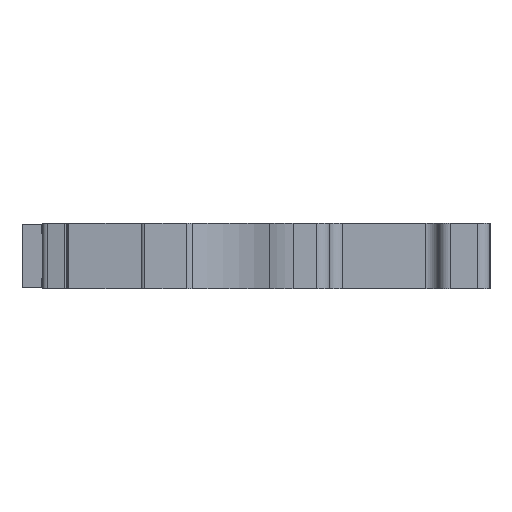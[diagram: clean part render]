
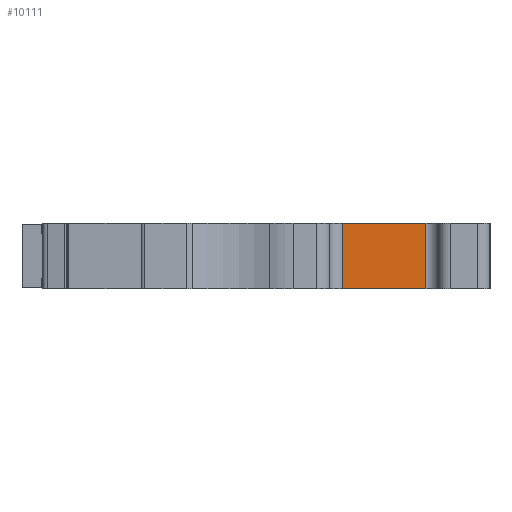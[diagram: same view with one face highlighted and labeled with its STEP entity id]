
A CAD part, left-side view. The second image highlights one B-rep face of the part: STEP entity #10111.
In plain terms, the highlighted planar face has unit normal (-1, 0, 0).
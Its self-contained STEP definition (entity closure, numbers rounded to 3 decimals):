
#613 = EDGE_CURVE ( 'NONE', #12343, #11732, #13060, .T. ) ;
#1042 = CARTESIAN_POINT ( 'NONE',  ( -78.94, 6.734, 36.357 ) ) ;
#1350 = EDGE_LOOP ( 'NONE', ( #3431, #3854, #12052, #17499 ) ) ;
#1826 = AXIS2_PLACEMENT_3D ( 'NONE', #15076, #15411, #12690 ) ;
#3261 = CARTESIAN_POINT ( 'NONE',  ( -78.94, 6.734, 36.357 ) ) ;
#3431 = ORIENTED_EDGE ( 'NONE', *, *, #5152, .F. ) ;
#3816 = DIRECTION ( 'NONE',  ( 0., 1., 0. ) ) ;
#3854 = ORIENTED_EDGE ( 'NONE', *, *, #613, .T. ) ;
#3872 = VECTOR ( 'NONE', #16742, 1000. ) ;
#4661 = LINE ( 'NONE', #3261, #3872 ) ;
#5152 = EDGE_CURVE ( 'NONE', #12343, #11201, #4661, .T. ) ;
#5468 = FACE_OUTER_BOUND ( 'NONE', #1350, .T. ) ;
#5839 = VERTEX_POINT ( 'NONE', #17303 ) ;
#6592 = CARTESIAN_POINT ( 'NONE',  ( -78.94, 6.734, 31.157 ) ) ;
#6729 = CARTESIAN_POINT ( 'NONE',  ( -78.94, 13.334, 36.357 ) ) ;
#6872 = VECTOR ( 'NONE', #6959, 1000. ) ;
#6959 = DIRECTION ( 'NONE',  ( 0., 0., -1. ) ) ;
#8351 = EDGE_CURVE ( 'NONE', #11732, #5839, #16622, .T. ) ;
#9967 = VECTOR ( 'NONE', #14370, 1000. ) ;
#10111 = ADVANCED_FACE ( 'NONE', ( #5468 ), #10922, .T. ) ;
#10416 = CARTESIAN_POINT ( 'NONE',  ( -78.94, 6.734, 36.357 ) ) ;
#10922 = PLANE ( 'NONE',  #1826 ) ;
#11201 = VERTEX_POINT ( 'NONE', #6592 ) ;
#11732 = VERTEX_POINT ( 'NONE', #6729 ) ;
#12052 = ORIENTED_EDGE ( 'NONE', *, *, #8351, .T. ) ;
#12144 = VECTOR ( 'NONE', #3816, 1000. ) ;
#12343 = VERTEX_POINT ( 'NONE', #10416 ) ;
#12540 = EDGE_CURVE ( 'NONE', #11201, #5839, #15982, .T. ) ;
#12690 = DIRECTION ( 'NONE',  ( 0., 0., 1. ) ) ;
#13060 = LINE ( 'NONE', #1042, #9967 ) ;
#14370 = DIRECTION ( 'NONE',  ( 0., 1., 0. ) ) ;
#14967 = CARTESIAN_POINT ( 'NONE',  ( -78.94, 13.334, 36.357 ) ) ;
#15076 = CARTESIAN_POINT ( 'NONE',  ( -78.94, 6.734, 36.357 ) ) ;
#15411 = DIRECTION ( 'NONE',  ( -1., 0., 0. ) ) ;
#15982 = LINE ( 'NONE', #17401, #12144 ) ;
#16622 = LINE ( 'NONE', #14967, #6872 ) ;
#16742 = DIRECTION ( 'NONE',  ( 0., 0., -1. ) ) ;
#17303 = CARTESIAN_POINT ( 'NONE',  ( -78.94, 13.334, 31.157 ) ) ;
#17401 = CARTESIAN_POINT ( 'NONE',  ( -78.94, 6.734, 31.157 ) ) ;
#17499 = ORIENTED_EDGE ( 'NONE', *, *, #12540, .F. ) ;
